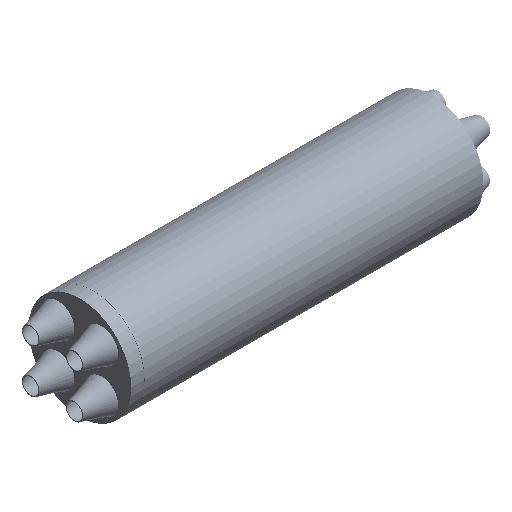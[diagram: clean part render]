
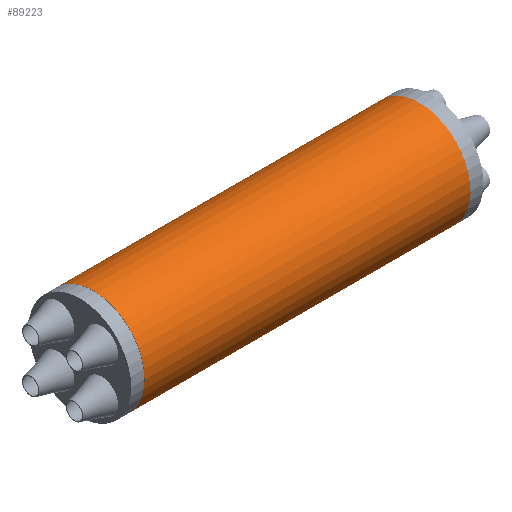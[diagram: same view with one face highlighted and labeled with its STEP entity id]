
A CAD part, isometric view. The second image highlights one B-rep face of the part: STEP entity #89223.
In plain terms, the highlighted free-form (B-spline) face has degree [2, 1] with [7, 2] control points.
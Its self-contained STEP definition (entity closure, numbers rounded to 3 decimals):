
#89133 = EDGE_CURVE('',#89134,#89134,#89136,.T.);
#89134 = VERTEX_POINT('',#89135);
#89135 = CARTESIAN_POINT('',(8.383,50.261,
    0.183));
#89136 = ( BOUNDED_CURVE() B_SPLINE_CURVE(2,(#89137,#89138,#89139,#89140
    ,#89141,#89142,#89143),.UNSPECIFIED.,.T.,.F.) 
B_SPLINE_CURVE_WITH_KNOTS((1,2,2,2,2,1),(-2.094,0.,
    2.094,4.189,6.283,8.378),
.UNSPECIFIED.) CURVE() GEOMETRIC_REPRESENTATION_ITEM() 
RATIONAL_B_SPLINE_CURVE((1.,0.5,1.,0.5,1.,0.5,1.)) REPRESENTATION_ITEM(
  '') );
#89137 = CARTESIAN_POINT('',(8.383,50.261,
    0.183));
#89138 = CARTESIAN_POINT('',(8.383,49.944,
    87.238));
#89139 = CARTESIAN_POINT('',(8.383,-25.289,
    43.436));
#89140 = CARTESIAN_POINT('',(8.383,-100.522,
    -0.366));
#89141 = CARTESIAN_POINT('',(8.383,-24.972,
    -43.619));
#89142 = CARTESIAN_POINT('',(8.383,50.578,
    -86.872));
#89143 = CARTESIAN_POINT('',(8.383,50.261,
    0.183));
#89207 = EDGE_CURVE('',#89208,#89208,#89210,.T.);
#89208 = VERTEX_POINT('',#89209);
#89209 = CARTESIAN_POINT('',(327.564,50.261,
    0.183));
#89210 = ( BOUNDED_CURVE() B_SPLINE_CURVE(2,(#89211,#89212,#89213,#89214
    ,#89215,#89216,#89217),.UNSPECIFIED.,.T.,.F.) 
B_SPLINE_CURVE_WITH_KNOTS((1,2,2,2,2,1),(-2.094,0.,
    2.094,4.189,6.283,8.378),
.UNSPECIFIED.) CURVE() GEOMETRIC_REPRESENTATION_ITEM() 
RATIONAL_B_SPLINE_CURVE((1.,0.5,1.,0.5,1.,0.5,1.)) REPRESENTATION_ITEM(
  '') );
#89211 = CARTESIAN_POINT('',(327.564,50.261,
    0.183));
#89212 = CARTESIAN_POINT('',(327.564,49.944,
    87.238));
#89213 = CARTESIAN_POINT('',(327.564,-25.289,
    43.436));
#89214 = CARTESIAN_POINT('',(327.564,-100.522,
    -0.366));
#89215 = CARTESIAN_POINT('',(327.564,-24.972,
    -43.619));
#89216 = CARTESIAN_POINT('',(327.564,50.578,
    -86.872));
#89217 = CARTESIAN_POINT('',(327.564,50.261,
    0.183));
#89223 = ADVANCED_FACE('',(#89224),#89234,.T.);
#89224 = FACE_BOUND('',#89225,.T.);
#89225 = EDGE_LOOP('',(#89226,#89231,#89232,#89233));
#89226 = ORIENTED_EDGE('',*,*,#89227,.T.);
#89227 = EDGE_CURVE('',#89208,#89134,#89228,.T.);
#89228 = B_SPLINE_CURVE_WITH_KNOTS('',1,(#89229,#89230),.UNSPECIFIED.,
  .F.,.F.,(2,2),(0.,298.47),.PIECEWISE_BEZIER_KNOTS.);
#89229 = CARTESIAN_POINT('',(327.564,50.261,
    0.183));
#89230 = CARTESIAN_POINT('',(8.383,50.261,
    0.183));
#89231 = ORIENTED_EDGE('',*,*,#89133,.T.);
#89232 = ORIENTED_EDGE('',*,*,#89227,.F.);
#89233 = ORIENTED_EDGE('',*,*,#89207,.F.);
#89234 = ( BOUNDED_SURFACE() B_SPLINE_SURFACE(2,1,(
    (#89235,#89236)
    ,(#89237,#89238)
    ,(#89239,#89240)
    ,(#89241,#89242)
    ,(#89243,#89244)
    ,(#89245,#89246)
    ,(#89247,#89248
)),.UNSPECIFIED.,.T.,.F.,.F.) B_SPLINE_SURFACE_WITH_KNOTS((1,2,2,2,2,1),
  (2,2),(-2.094,0.,2.094,4.189,6.283,
    8.378),(0.,298.47),.UNSPECIFIED.) 
GEOMETRIC_REPRESENTATION_ITEM() RATIONAL_B_SPLINE_SURFACE((
    (1.,1.)
    ,(0.5,0.5)
    ,(1.,1.)
    ,(0.5,0.5)
    ,(1.,1.)
    ,(0.5,0.5)
,(1.,1.))) REPRESENTATION_ITEM('') SURFACE() );
#89235 = CARTESIAN_POINT('',(327.564,50.261,
    0.183));
#89236 = CARTESIAN_POINT('',(8.383,50.261,
    0.183));
#89237 = CARTESIAN_POINT('',(327.564,50.578,
    -86.872));
#89238 = CARTESIAN_POINT('',(8.383,50.578,
    -86.872));
#89239 = CARTESIAN_POINT('',(327.564,-24.972,
    -43.619));
#89240 = CARTESIAN_POINT('',(8.383,-24.972,
    -43.619));
#89241 = CARTESIAN_POINT('',(327.564,-100.522,
    -0.366));
#89242 = CARTESIAN_POINT('',(8.383,-100.522,
    -0.366));
#89243 = CARTESIAN_POINT('',(327.564,-25.289,
    43.436));
#89244 = CARTESIAN_POINT('',(8.383,-25.289,
    43.436));
#89245 = CARTESIAN_POINT('',(327.564,49.944,
    87.238));
#89246 = CARTESIAN_POINT('',(8.383,49.944,
    87.238));
#89247 = CARTESIAN_POINT('',(327.564,50.261,
    0.183));
#89248 = CARTESIAN_POINT('',(8.383,50.261,
    0.183));
